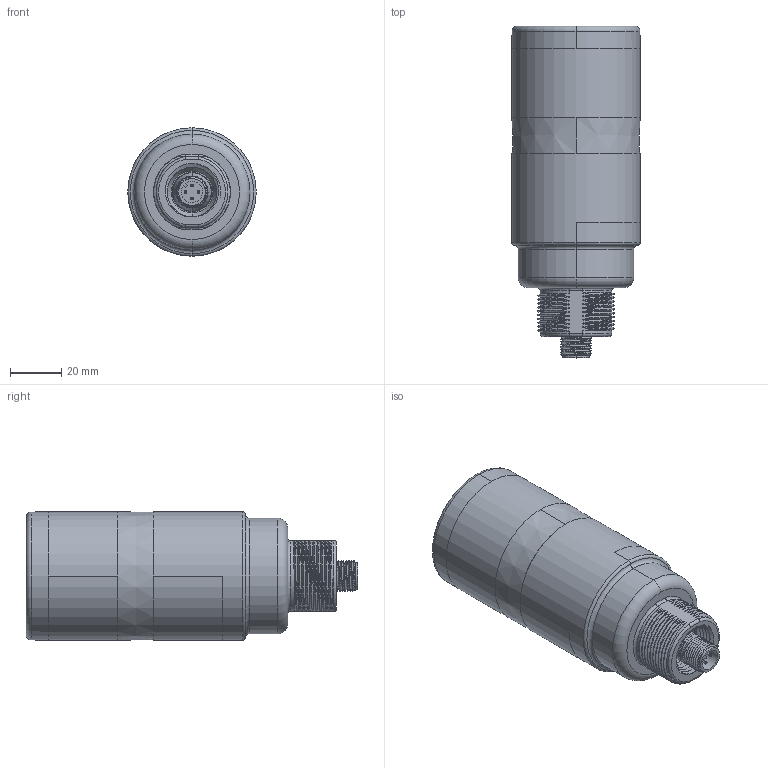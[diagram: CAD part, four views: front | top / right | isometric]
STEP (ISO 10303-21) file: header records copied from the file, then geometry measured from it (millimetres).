
FILE_DESCRIPTION((''),'2;1');
FILE_NAME('145172_SM01_ASM','2022-06-29T09:26:33',('PDMAdmin'),('BANNER ENGINEERING'),'CREO PARAMETRIC BY PTC INC, 2019292','CREO PARAMETRIC BY PTC INC, 2019292','');
FILE_SCHEMA(('CONFIG_CONTROL_DESIGN'));
Length unit declared in the file: millimetre
Products named in the file (2): 145172_EP01; 145172_SM01_ASM
Assembly tree (1 placements, depth 2):
  145172_SM01_ASM
    145172_EP01
Bounding box: 50 x 129.15 x 50 mm (x, y, z)
Volume: 202942.5 mm3; surface area: 24652.5 mm2
Topology: 1 solids, 1 shells, 230 faces, 612 edges, 395 vertices
Faces by surface type: bspline 90, cylinder 87, plane 28, torus 14, cone 11
Entity records: 17129 total; most frequent: CARTESIAN_POINT 12047, ORIENTED_EDGE 1224, DIRECTION 762, EDGE_CURVE 612, VERTEX_POINT 395, AXIS2_PLACEMENT_3D 278, B_SPLINE_CURVE_WITH_KNOTS 271, EDGE_LOOP 241
